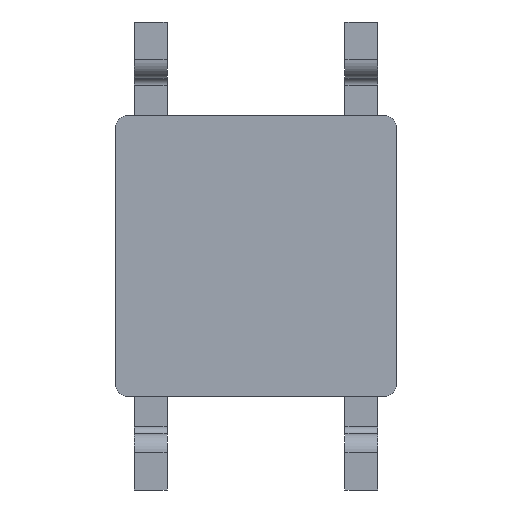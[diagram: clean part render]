
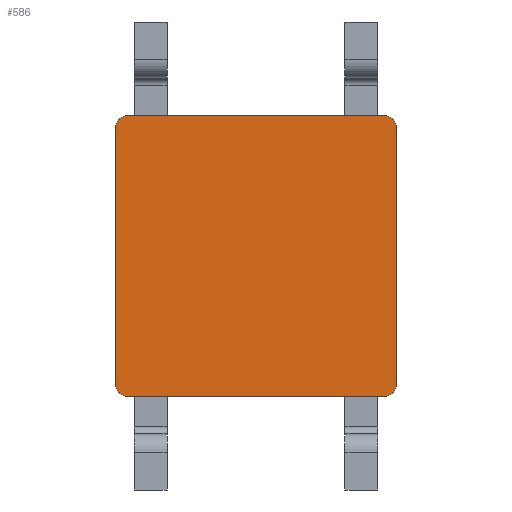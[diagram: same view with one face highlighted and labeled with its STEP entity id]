
A CAD part, front view. The second image highlights one B-rep face of the part: STEP entity #586.
In plain terms, the highlighted planar face has unit normal (0, -1, 0).
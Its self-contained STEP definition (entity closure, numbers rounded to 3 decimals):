
#55 = EDGE_CURVE ( 'NONE', #2991, #2862, #2449, .T. ) ;
#102 = DIRECTION ( 'NONE',  ( 0., 1., 0. ) ) ;
#103 = LINE ( 'NONE', #1943, #144 ) ;
#105 = ORIENTED_EDGE ( 'NONE', *, *, #2240, .F. ) ;
#109 = VERTEX_POINT ( 'NONE', #668 ) ;
#112 = CARTESIAN_POINT ( 'NONE',  ( 2.75, 0.15, -2.75 ) ) ;
#144 = VECTOR ( 'NONE', #1682, 1000. ) ;
#202 = ORIENTED_EDGE ( 'NONE', *, *, #851, .F. ) ;
#208 = DIRECTION ( 'NONE',  ( 0., 0., -1. ) ) ;
#224 = CARTESIAN_POINT ( 'NONE',  ( -2.75, 0.15, -3. ) ) ;
#232 = ORIENTED_EDGE ( 'NONE', *, *, #2200, .F. ) ;
#310 = ORIENTED_EDGE ( 'NONE', *, *, #1327, .F. ) ;
#350 = DIRECTION ( 'NONE',  ( 0., 0., -1. ) ) ;
#358 = VECTOR ( 'NONE', #2066, 1000. ) ;
#362 = DIRECTION ( 'NONE',  ( 0., 0., -1. ) ) ;
#586 = ADVANCED_FACE ( 'NONE', ( #2638 ), #1180, .T. ) ;
#626 = DIRECTION ( 'NONE',  ( -1., 0., 0. ) ) ;
#652 = VECTOR ( 'NONE', #362, 1000. ) ;
#655 = CARTESIAN_POINT ( 'NONE',  ( 3., 0.15, 2.75 ) ) ;
#664 = CARTESIAN_POINT ( 'NONE',  ( 3., 0.15, 2.75 ) ) ;
#668 = CARTESIAN_POINT ( 'NONE',  ( -3., 0.15, -2.75 ) ) ;
#681 = CIRCLE ( 'NONE', #1569, 0.25 ) ;
#707 = DIRECTION ( 'NONE',  ( 0., 0., 1. ) ) ;
#796 = VERTEX_POINT ( 'NONE', #655 ) ;
#851 = EDGE_CURVE ( 'NONE', #2842, #796, #3144, .T. ) ;
#922 = CARTESIAN_POINT ( 'NONE',  ( 2.75, 0.15, -3. ) ) ;
#933 = DIRECTION ( 'NONE',  ( 0., -1., 0. ) ) ;
#1007 = AXIS2_PLACEMENT_3D ( 'NONE', #3068, #102, #350 ) ;
#1088 = LINE ( 'NONE', #2560, #358 ) ;
#1180 = PLANE ( 'NONE',  #1404 ) ;
#1191 = CARTESIAN_POINT ( 'NONE',  ( -2.75, 0.15, -2.75 ) ) ;
#1201 = CARTESIAN_POINT ( 'NONE',  ( 2.75, 0.15, 2.75 ) ) ;
#1248 = DIRECTION ( 'NONE',  ( 0., 0., 1. ) ) ;
#1277 = EDGE_CURVE ( 'NONE', #2862, #1410, #2879, .T. ) ;
#1294 = ORIENTED_EDGE ( 'NONE', *, *, #55, .F. ) ;
#1327 = EDGE_CURVE ( 'NONE', #796, #2991, #2808, .T. ) ;
#1337 = CARTESIAN_POINT ( 'NONE',  ( -3., 0.15, 2.75 ) ) ;
#1404 = AXIS2_PLACEMENT_3D ( 'NONE', #1412, #933, #208 ) ;
#1410 = VERTEX_POINT ( 'NONE', #224 ) ;
#1412 = CARTESIAN_POINT ( 'NONE',  ( -2.75, 0.15, 2.75 ) ) ;
#1488 = ORIENTED_EDGE ( 'NONE', *, *, #2520, .F. ) ;
#1516 = CARTESIAN_POINT ( 'NONE',  ( 2.75, 0.15, 3. ) ) ;
#1550 = CARTESIAN_POINT ( 'NONE',  ( 2.75, 0.15, -3. ) ) ;
#1569 = AXIS2_PLACEMENT_3D ( 'NONE', #1191, #2904, #1248 ) ;
#1682 = DIRECTION ( 'NONE',  ( 1., 0., 0. ) ) ;
#1843 = CIRCLE ( 'NONE', #1007, 0.25 ) ;
#1943 = CARTESIAN_POINT ( 'NONE',  ( 2.75, 0.15, 3. ) ) ;
#2013 = EDGE_CURVE ( 'NONE', #2556, #2036, #1843, .T. ) ;
#2036 = VERTEX_POINT ( 'NONE', #2078 ) ;
#2066 = DIRECTION ( 'NONE',  ( 0., 0., 1. ) ) ;
#2076 = DIRECTION ( 'NONE',  ( 0., 1., 0. ) ) ;
#2078 = CARTESIAN_POINT ( 'NONE',  ( -2.75, 0.15, 3. ) ) ;
#2200 = EDGE_CURVE ( 'NONE', #2036, #2842, #103, .T. ) ;
#2218 = ORIENTED_EDGE ( 'NONE', *, *, #1277, .F. ) ;
#2221 = VECTOR ( 'NONE', #626, 1000. ) ;
#2240 = EDGE_CURVE ( 'NONE', #1410, #109, #681, .T. ) ;
#2299 = AXIS2_PLACEMENT_3D ( 'NONE', #112, #2076, #2823 ) ;
#2325 = EDGE_LOOP ( 'NONE', ( #2577, #1488, #105, #2218, #1294, #310, #202, #232 ) ) ;
#2375 = CARTESIAN_POINT ( 'NONE',  ( 3., 0.15, -2.75 ) ) ;
#2449 = CIRCLE ( 'NONE', #2299, 0.25 ) ;
#2520 = EDGE_CURVE ( 'NONE', #109, #2556, #1088, .T. ) ;
#2556 = VERTEX_POINT ( 'NONE', #1337 ) ;
#2560 = CARTESIAN_POINT ( 'NONE',  ( -3., 0.15, 2.75 ) ) ;
#2577 = ORIENTED_EDGE ( 'NONE', *, *, #2013, .F. ) ;
#2638 = FACE_OUTER_BOUND ( 'NONE', #2325, .T. ) ;
#2676 = DIRECTION ( 'NONE',  ( 0., 1., 0. ) ) ;
#2808 = LINE ( 'NONE', #664, #652 ) ;
#2823 = DIRECTION ( 'NONE',  ( 0., 0., 1. ) ) ;
#2842 = VERTEX_POINT ( 'NONE', #1516 ) ;
#2862 = VERTEX_POINT ( 'NONE', #1550 ) ;
#2879 = LINE ( 'NONE', #922, #2221 ) ;
#2887 = AXIS2_PLACEMENT_3D ( 'NONE', #1201, #2676, #707 ) ;
#2904 = DIRECTION ( 'NONE',  ( 0., 1., 0. ) ) ;
#2991 = VERTEX_POINT ( 'NONE', #2375 ) ;
#3068 = CARTESIAN_POINT ( 'NONE',  ( -2.75, 0.15, 2.75 ) ) ;
#3144 = CIRCLE ( 'NONE', #2887, 0.25 ) ;
